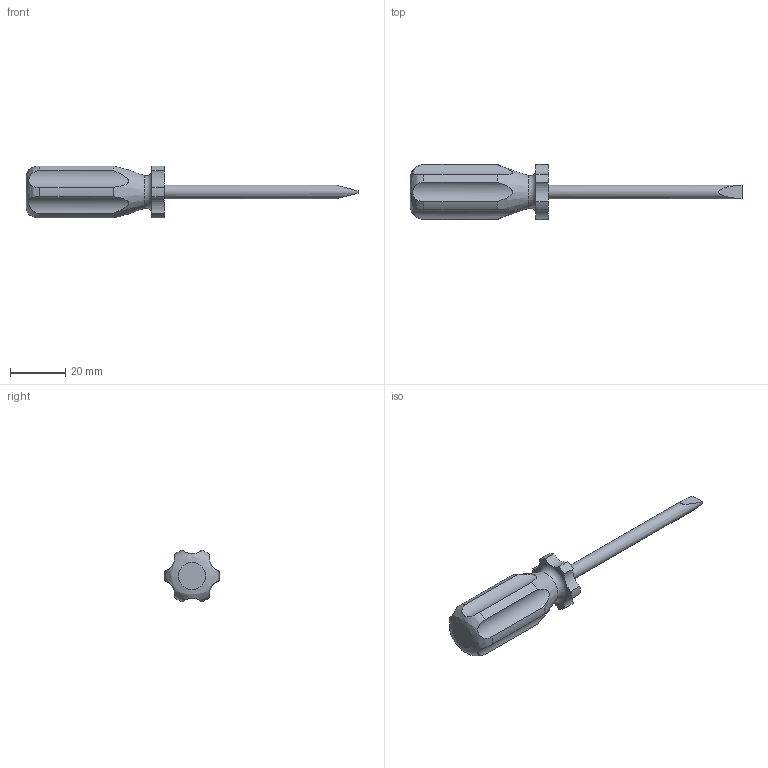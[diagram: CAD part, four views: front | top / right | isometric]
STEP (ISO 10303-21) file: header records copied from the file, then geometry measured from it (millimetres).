
FILE_DESCRIPTION(/* description */ (''),/* implementation_level */ '2;1');
FILE_NAME(/* name */ 'screw.stp',/* time_stamp */ '2015-11-04T21:03:44+08:00',/* author */ (''),/* organization */ (''),/* preprocessor_version */ 'ST-DEVELOPER v14',/* originating_system */ 'SIEMENS PLM Software NX 8.0',/* authorisation */ '');
FILE_SCHEMA (('AUTOMOTIVE_DESIGN { 1 0 10303 214 3 1 1 1 }'));
Length unit declared in the file: millimetre
Products named in the file (1): screw
Bounding box: 120 x 19.97 x 18.77 mm (x, y, z)
Volume: 12926.4 mm3; surface area: 4717.5 mm2
Topology: 2 solids, 2 shells, 35 faces, 89 edges, 59 vertices
Faces by surface type: cylinder 25, plane 7, bspline 1, torus 1, cone 1
Full cylindrical faces by diameter (mm): 5 x1
Entity records: 1192 total; most frequent: CARTESIAN_POINT 333, DIRECTION 184, ORIENTED_EDGE 164, EDGE_CURVE 82, AXIS2_PLACEMENT_3D 79, VERTEX_POINT 56, CIRCLE 42, EDGE_LOOP 40
